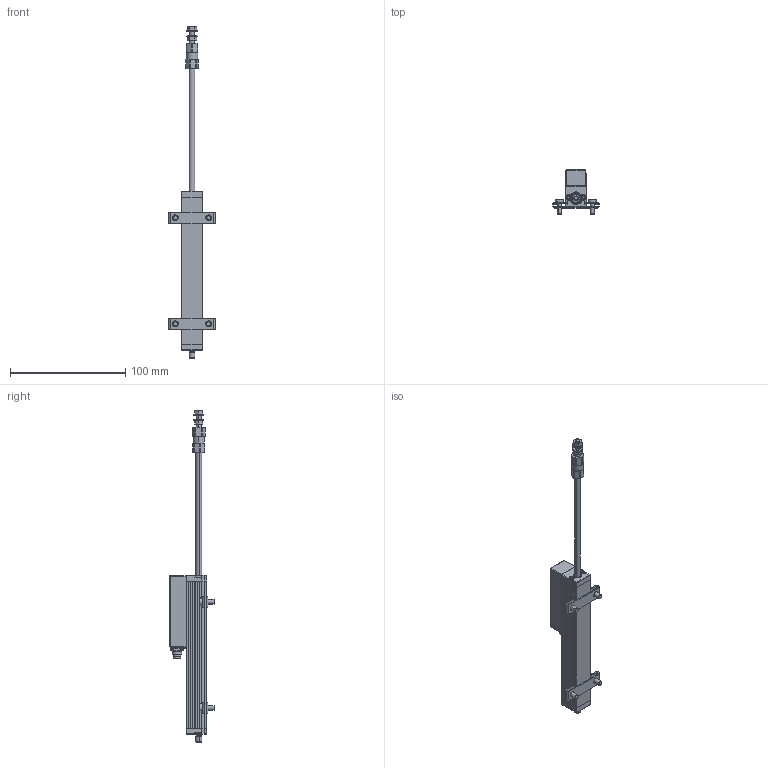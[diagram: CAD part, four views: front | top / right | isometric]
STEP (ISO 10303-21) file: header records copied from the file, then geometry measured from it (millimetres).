
FILE_DESCRIPTION (( 'STEP AP214' ), '1' );
FILE_NAME ('LS1-0100-001-plug-extend.step', '2012-06-14T09:44:27', ( 'dummy' ), ( '' ), 'SwSTEP 2.0', 'SolidWorks 2011', '' );
FILE_SCHEMA (( 'AUTOMOTIVE_DESIGN' ));
Length unit declared in the file: millimetre
Products named in the file (1): LS1-0100-001-plug-extend
Bounding box: 40.19 x 38.78 x 288 mm (x, y, z)
Surface area: 23930.2 mm2 (no closed solid volume)
Topology: 0 solids, 121 shells, 662 faces, 3403 edges, 2823 vertices
Faces by surface type: plane 335, cylinder 200, cone 94, torus 18, sphere 8, bspline 7
Entity records: 48454 total; most frequent: CARTESIAN_POINT 15956, DIRECTION 4765, ORIENTED_EDGE 4410, EDGE_CURVE 3399, VERTEX_POINT 2823, LINE 1945, VECTOR 1945, AXIS2_PLACEMENT_3D 1410
